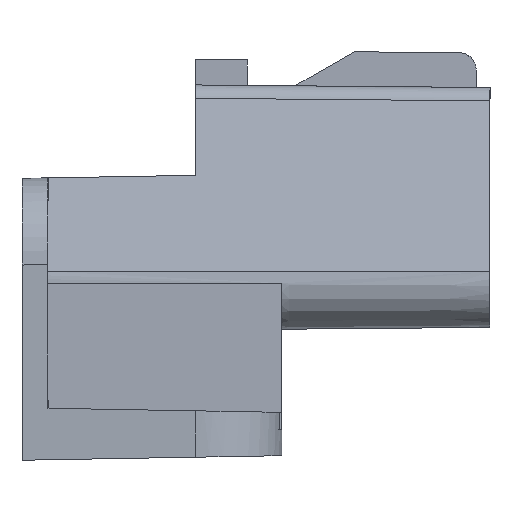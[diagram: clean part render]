
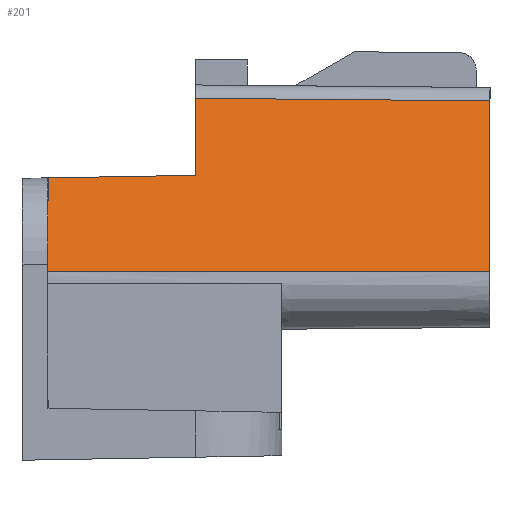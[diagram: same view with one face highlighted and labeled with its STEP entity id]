
A CAD part, left-side view. The second image highlights one B-rep face of the part: STEP entity #201.
In plain terms, the highlighted planar face has unit normal (-0.964, -0.009, 0.266).
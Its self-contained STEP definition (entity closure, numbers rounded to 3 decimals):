
#44=B_SPLINE_CURVE_WITH_KNOTS('',3,(#3703,#3704,#3705,#3706),
 .UNSPECIFIED.,.F.,.F.,(4,4),(0.,1.),.UNSPECIFIED.);
#94=PLANE('',#2534);
#201=ADVANCED_FACE('',(#337),#94,.F.);
#337=FACE_OUTER_BOUND('',#457,.T.);
#457=EDGE_LOOP('',(#1409,#1410,#1411,#1412,#1413,#1414));
#743=LINE('',#3712,#1037);
#744=LINE('',#3714,#1038);
#745=LINE('',#3716,#1039);
#746=LINE('',#3718,#1040);
#747=LINE('',#3720,#1041);
#1037=VECTOR('',#2942,1.);
#1038=VECTOR('',#2943,1.);
#1039=VECTOR('',#2944,1.);
#1040=VECTOR('',#2945,1.);
#1041=VECTOR('',#2946,1.);
#1409=ORIENTED_EDGE('',*,*,#2295,.T.);
#1410=ORIENTED_EDGE('',*,*,#2298,.F.);
#1411=ORIENTED_EDGE('',*,*,#2299,.T.);
#1412=ORIENTED_EDGE('',*,*,#2300,.F.);
#1413=ORIENTED_EDGE('',*,*,#2301,.T.);
#1414=ORIENTED_EDGE('',*,*,#2302,.T.);
#2026=VERTEX_POINT('',#3702);
#2027=VERTEX_POINT('',#3707);
#2029=VERTEX_POINT('',#3713);
#2030=VERTEX_POINT('',#3715);
#2031=VERTEX_POINT('',#3717);
#2032=VERTEX_POINT('',#3719);
#2295=EDGE_CURVE('',#2027,#2026,#44,.T.);
#2298=EDGE_CURVE('',#2029,#2026,#743,.T.);
#2299=EDGE_CURVE('',#2029,#2030,#744,.T.);
#2300=EDGE_CURVE('',#2031,#2030,#745,.T.);
#2301=EDGE_CURVE('',#2031,#2032,#746,.T.);
#2302=EDGE_CURVE('',#2032,#2027,#747,.T.);
#2534=AXIS2_PLACEMENT_3D('',#3721,#2947,#2948);
#2942=DIRECTION('',(-0.266,0.,-0.964));
#2943=DIRECTION('',(-0.007,1.,0.009));
#2944=DIRECTION('',(0.266,0.,0.964));
#2945=DIRECTION('',(-0.014,1.,-0.017));
#2946=DIRECTION('',(-0.266,0.,-0.964));
#2947=DIRECTION('',(0.964,0.009,-0.266));
#2948=DIRECTION('',(0.266,0.,0.964));
#3702=CARTESIAN_POINT('',(-18.406,0.,-3.72));
#3703=CARTESIAN_POINT('',(-18.63,25.5,-3.698));
#3704=CARTESIAN_POINT('',(-18.556,17.,-3.708));
#3705=CARTESIAN_POINT('',(-18.482,8.5,-3.719));
#3706=CARTESIAN_POINT('',(-18.406,0.,-3.72));
#3707=CARTESIAN_POINT('',(-18.63,25.5,-3.698));
#3712=CARTESIAN_POINT('',(-15.465,0.,6.92));
#3713=CARTESIAN_POINT('',(-15.678,0.,6.15));
#3714=CARTESIAN_POINT('',(-15.79,17.004,6.298));
#3715=CARTESIAN_POINT('',(-15.79,17.,6.298));
#3716=CARTESIAN_POINT('',(-15.608,17.,6.959));
#3717=CARTESIAN_POINT('',(-17.018,17.,1.855));
#3718=CARTESIAN_POINT('',(-17.153,26.735,1.685));
#3719=CARTESIAN_POINT('',(-17.136,25.5,1.706));
#3720=CARTESIAN_POINT('',(-15.679,25.5,6.979));
#3721=CARTESIAN_POINT('',(-15.608,16.999,6.959));
